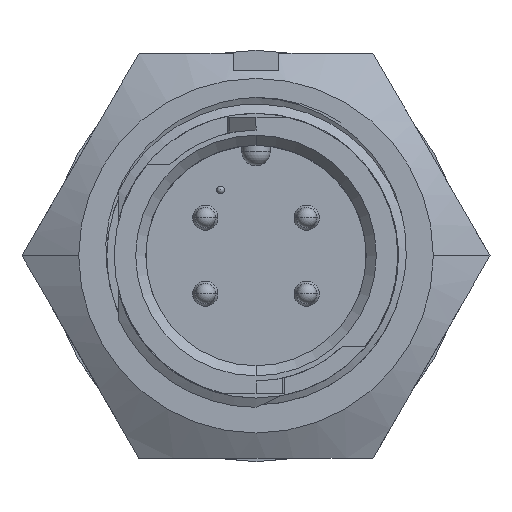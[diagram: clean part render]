
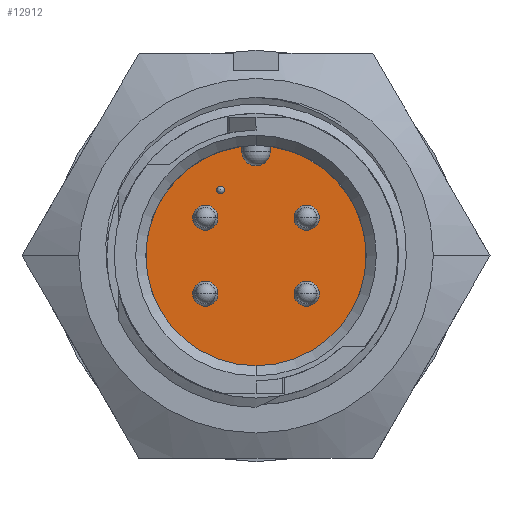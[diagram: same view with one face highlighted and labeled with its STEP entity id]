
A CAD part, top view. The second image highlights one B-rep face of the part: STEP entity #12912.
In plain terms, the highlighted planar face has unit normal (0, 0, 1).
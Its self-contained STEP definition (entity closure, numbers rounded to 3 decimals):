
#125 = DIRECTION ( 'NONE',  ( 0., 0., 1. ) ) ;
#130 = ORIENTED_EDGE ( 'NONE', *, *, #4699, .F. ) ;
#173 = ORIENTED_EDGE ( 'NONE', *, *, #8662, .F. ) ;
#209 = ORIENTED_EDGE ( 'NONE', *, *, #4814, .T. ) ;
#295 = ORIENTED_EDGE ( 'NONE', *, *, #1157, .F. ) ;
#362 = DIRECTION ( 'NONE',  ( 0., -1., 0. ) ) ;
#440 = EDGE_CURVE ( 'NONE', #9040, #12446, #10075, .T. ) ;
#486 = DIRECTION ( 'NONE',  ( 0., 0., 1. ) ) ;
#549 = EDGE_CURVE ( 'NONE', #12193, #9366, #1731, .T. ) ;
#563 = FACE_BOUND ( 'NONE', #13195, .T. ) ;
#696 = CARTESIAN_POINT ( 'NONE',  ( 2.54, 1.905, -8.382 ) ) ;
#741 = EDGE_CURVE ( 'NONE', #12446, #9040, #1486, .T. ) ;
#860 = DIRECTION ( 'NONE',  ( 0., 0., -1. ) ) ;
#907 = AXIS2_PLACEMENT_3D ( 'NONE', #696, #15033, #5316 ) ;
#1050 = AXIS2_PLACEMENT_3D ( 'NONE', #12725, #860, #9027 ) ;
#1157 = EDGE_CURVE ( 'NONE', #11772, #2592, #5895, .T. ) ;
#1181 = CIRCLE ( 'NONE', #9058, 0.191 ) ;
#1322 = EDGE_LOOP ( 'NONE', ( #8560, #209, #9089, #12801, #12211 ) ) ;
#1350 = EDGE_LOOP ( 'NONE', ( #14646, #7947 ) ) ;
#1423 = EDGE_LOOP ( 'NONE', ( #295, #11740 ) ) ;
#1449 = VERTEX_POINT ( 'NONE', #12618 ) ;
#1486 = CIRCLE ( 'NONE', #2720, 0.632 ) ;
#1549 = AXIS2_PLACEMENT_3D ( 'NONE', #8807, #7329, #3884 ) ;
#1643 = CARTESIAN_POINT ( 'NONE',  ( -1.778, 3.302, -8.382 ) ) ;
#1723 = FACE_BOUND ( 'NONE', #8000, .T. ) ;
#1731 = CIRCLE ( 'NONE', #4925, 0.191 ) ;
#2164 = CIRCLE ( 'NONE', #7315, 0.711 ) ;
#2178 = PLANE ( 'NONE',  #1050 ) ;
#2213 = CARTESIAN_POINT ( 'NONE',  ( 3.172, 1.905, -8.382 ) ) ;
#2399 = CIRCLE ( 'NONE', #907, 0.632 ) ;
#2592 = VERTEX_POINT ( 'NONE', #4847 ) ;
#2720 = AXIS2_PLACEMENT_3D ( 'NONE', #7876, #12888, #11717 ) ;
#2733 = CARTESIAN_POINT ( 'NONE',  ( -3.172, 1.905, -8.382 ) ) ;
#3070 = EDGE_CURVE ( 'NONE', #8656, #13188, #11373, .T. ) ;
#3213 = CARTESIAN_POINT ( 'NONE',  ( -0.711, 5.479, -8.382 ) ) ;
#3723 = VECTOR ( 'NONE', #5509, 1000. ) ;
#3757 = CARTESIAN_POINT ( 'NONE',  ( 2.54, -1.905, -8.382 ) ) ;
#3884 = DIRECTION ( 'NONE',  ( 1., 0., 0. ) ) ;
#3969 = ORIENTED_EDGE ( 'NONE', *, *, #741, .F. ) ;
#4004 = DIRECTION ( 'NONE',  ( 0., 0., 1. ) ) ;
#4030 = LINE ( 'NONE', #12110, #10756 ) ;
#4384 = AXIS2_PLACEMENT_3D ( 'NONE', #6210, #12711, #362 ) ;
#4390 = AXIS2_PLACEMENT_3D ( 'NONE', #14560, #4004, #6508 ) ;
#4454 = DIRECTION ( 'NONE',  ( 0., 0., 1. ) ) ;
#4562 = FACE_BOUND ( 'NONE', #1423, .T. ) ;
#4699 = EDGE_CURVE ( 'NONE', #14023, #11931, #13496, .T. ) ;
#4814 = EDGE_CURVE ( 'NONE', #8656, #1449, #13981, .T. ) ;
#4847 = CARTESIAN_POINT ( 'NONE',  ( 1.908, 1.905, -8.382 ) ) ;
#4860 = EDGE_CURVE ( 'NONE', #13188, #7087, #2164, .T. ) ;
#4913 = CARTESIAN_POINT ( 'NONE',  ( 0., 5.22, -8.382 ) ) ;
#4925 = AXIS2_PLACEMENT_3D ( 'NONE', #1643, #486, #5190 ) ;
#5140 = CARTESIAN_POINT ( 'NONE',  ( -0.711, 5.479, -8.382 ) ) ;
#5190 = DIRECTION ( 'NONE',  ( 0., 1., 0. ) ) ;
#5316 = DIRECTION ( 'NONE',  ( 1., 0., 0. ) ) ;
#5509 = DIRECTION ( 'NONE',  ( 0., -1., 0. ) ) ;
#5775 = CARTESIAN_POINT ( 'NONE',  ( -1.908, 1.905, -8.382 ) ) ;
#5895 = CIRCLE ( 'NONE', #14540, 0.632 ) ;
#5957 = AXIS2_PLACEMENT_3D ( 'NONE', #7644, #8505, #9653 ) ;
#6210 = CARTESIAN_POINT ( 'NONE',  ( 0., 0., -8.382 ) ) ;
#6508 = DIRECTION ( 'NONE',  ( 1., 0., 0. ) ) ;
#6920 = EDGE_CURVE ( 'NONE', #7087, #13206, #4030, .T. ) ;
#7087 = VERTEX_POINT ( 'NONE', #11451 ) ;
#7315 = AXIS2_PLACEMENT_3D ( 'NONE', #4913, #14317, #8456 ) ;
#7329 = DIRECTION ( 'NONE',  ( 0., 0., 1. ) ) ;
#7526 = EDGE_CURVE ( 'NONE', #2592, #11772, #2399, .T. ) ;
#7562 = FACE_BOUND ( 'NONE', #1350, .T. ) ;
#7564 = DIRECTION ( 'NONE',  ( 0., 0., 1. ) ) ;
#7644 = CARTESIAN_POINT ( 'NONE',  ( 0., 0., -8.382 ) ) ;
#7762 = CARTESIAN_POINT ( 'NONE',  ( 1.908, -1.905, -8.382 ) ) ;
#7816 = CARTESIAN_POINT ( 'NONE',  ( 0.711, 5.479, -8.382 ) ) ;
#7872 = AXIS2_PLACEMENT_3D ( 'NONE', #3757, #13236, #8525 ) ;
#7876 = CARTESIAN_POINT ( 'NONE',  ( 2.54, -1.905, -8.382 ) ) ;
#7933 = DIRECTION ( 'NONE',  ( 1., 0., 0. ) ) ;
#7939 = CIRCLE ( 'NONE', #5957, 5.524 ) ;
#7947 = ORIENTED_EDGE ( 'NONE', *, *, #9429, .F. ) ;
#8000 = EDGE_LOOP ( 'NONE', ( #15199, #15179 ) ) ;
#8124 = CARTESIAN_POINT ( 'NONE',  ( 3.172, -1.905, -8.382 ) ) ;
#8360 = VERTEX_POINT ( 'NONE', #8958 ) ;
#8456 = DIRECTION ( 'NONE',  ( 1., 0., 0. ) ) ;
#8505 = DIRECTION ( 'NONE',  ( 0., 0., 1. ) ) ;
#8525 = DIRECTION ( 'NONE',  ( 1., 0., 0. ) ) ;
#8560 = ORIENTED_EDGE ( 'NONE', *, *, #3070, .F. ) ;
#8656 = VERTEX_POINT ( 'NONE', #5140 ) ;
#8662 = EDGE_CURVE ( 'NONE', #11931, #14023, #10775, .T. ) ;
#8676 = AXIS2_PLACEMENT_3D ( 'NONE', #10149, #4454, #13939 ) ;
#8807 = CARTESIAN_POINT ( 'NONE',  ( -2.54, -1.905, -8.382 ) ) ;
#8944 = VERTEX_POINT ( 'NONE', #10357 ) ;
#8958 = CARTESIAN_POINT ( 'NONE',  ( -1.908, -1.905, -8.382 ) ) ;
#9027 = DIRECTION ( 'NONE',  ( 0., 1., 0. ) ) ;
#9040 = VERTEX_POINT ( 'NONE', #7762 ) ;
#9058 = AXIS2_PLACEMENT_3D ( 'NONE', #11416, #7564, #12586 ) ;
#9079 = CARTESIAN_POINT ( 'NONE',  ( 2.54, 1.905, -8.382 ) ) ;
#9089 = ORIENTED_EDGE ( 'NONE', *, *, #12154, .T. ) ;
#9366 = VERTEX_POINT ( 'NONE', #11760 ) ;
#9429 = EDGE_CURVE ( 'NONE', #9366, #12193, #1181, .T. ) ;
#9574 = EDGE_LOOP ( 'NONE', ( #130, #173 ) ) ;
#9653 = DIRECTION ( 'NONE',  ( 0., -1., 0. ) ) ;
#10075 = CIRCLE ( 'NONE', #7872, 0.632 ) ;
#10149 = CARTESIAN_POINT ( 'NONE',  ( -2.54, -1.905, -8.382 ) ) ;
#10153 = EDGE_CURVE ( 'NONE', #8360, #8944, #12597, .T. ) ;
#10357 = CARTESIAN_POINT ( 'NONE',  ( -3.172, -1.905, -8.382 ) ) ;
#10596 = DIRECTION ( 'NONE',  ( 1., 0., 0. ) ) ;
#10756 = VECTOR ( 'NONE', #12261, 1000. ) ;
#10775 = CIRCLE ( 'NONE', #4390, 0.632 ) ;
#11373 = LINE ( 'NONE', #3213, #3723 ) ;
#11416 = CARTESIAN_POINT ( 'NONE',  ( -1.778, 3.302, -8.382 ) ) ;
#11451 = CARTESIAN_POINT ( 'NONE',  ( 0.711, 5.22, -8.382 ) ) ;
#11620 = DIRECTION ( 'NONE',  ( 0., 0., 1. ) ) ;
#11698 = CARTESIAN_POINT ( 'NONE',  ( -1.778, 3.492, -8.382 ) ) ;
#11717 = DIRECTION ( 'NONE',  ( 1., 0., 0. ) ) ;
#11740 = ORIENTED_EDGE ( 'NONE', *, *, #7526, .F. ) ;
#11760 = CARTESIAN_POINT ( 'NONE',  ( -1.778, 3.111, -8.382 ) ) ;
#11772 = VERTEX_POINT ( 'NONE', #2213 ) ;
#11931 = VERTEX_POINT ( 'NONE', #2733 ) ;
#12051 = EDGE_CURVE ( 'NONE', #8944, #8360, #14589, .T. ) ;
#12075 = CARTESIAN_POINT ( 'NONE',  ( -2.54, 1.905, -8.382 ) ) ;
#12110 = CARTESIAN_POINT ( 'NONE',  ( 0.711, 5.22, -8.382 ) ) ;
#12154 = EDGE_CURVE ( 'NONE', #1449, #13206, #7939, .T. ) ;
#12193 = VERTEX_POINT ( 'NONE', #11698 ) ;
#12211 = ORIENTED_EDGE ( 'NONE', *, *, #4860, .F. ) ;
#12261 = DIRECTION ( 'NONE',  ( 0., 1., 0. ) ) ;
#12280 = FACE_BOUND ( 'NONE', #9574, .T. ) ;
#12446 = VERTEX_POINT ( 'NONE', #8124 ) ;
#12586 = DIRECTION ( 'NONE',  ( 0., 1., 0. ) ) ;
#12597 = CIRCLE ( 'NONE', #8676, 0.632 ) ;
#12618 = CARTESIAN_POINT ( 'NONE',  ( 0., -5.524, -8.382 ) ) ;
#12711 = DIRECTION ( 'NONE',  ( 0., 0., 1. ) ) ;
#12725 = CARTESIAN_POINT ( 'NONE',  ( 0., 0., -8.382 ) ) ;
#12801 = ORIENTED_EDGE ( 'NONE', *, *, #6920, .F. ) ;
#12888 = DIRECTION ( 'NONE',  ( 0., 0., 1. ) ) ;
#12912 = ADVANCED_FACE ( 'NONE', ( #14534, #7562, #12280, #1723, #563, #4562 ), #2178, .F. ) ;
#13188 = VERTEX_POINT ( 'NONE', #13623 ) ;
#13195 = EDGE_LOOP ( 'NONE', ( #3969, #14042 ) ) ;
#13206 = VERTEX_POINT ( 'NONE', #7816 ) ;
#13236 = DIRECTION ( 'NONE',  ( 0., 0., 1. ) ) ;
#13496 = CIRCLE ( 'NONE', #14487, 0.632 ) ;
#13623 = CARTESIAN_POINT ( 'NONE',  ( -0.711, 5.22, -8.382 ) ) ;
#13939 = DIRECTION ( 'NONE',  ( 1., 0., 0. ) ) ;
#13981 = CIRCLE ( 'NONE', #4384, 5.524 ) ;
#14023 = VERTEX_POINT ( 'NONE', #5775 ) ;
#14042 = ORIENTED_EDGE ( 'NONE', *, *, #440, .F. ) ;
#14317 = DIRECTION ( 'NONE',  ( 0., 0., 1. ) ) ;
#14487 = AXIS2_PLACEMENT_3D ( 'NONE', #12075, #125, #10596 ) ;
#14534 = FACE_OUTER_BOUND ( 'NONE', #1322, .T. ) ;
#14540 = AXIS2_PLACEMENT_3D ( 'NONE', #9079, #11620, #7933 ) ;
#14560 = CARTESIAN_POINT ( 'NONE',  ( -2.54, 1.905, -8.382 ) ) ;
#14589 = CIRCLE ( 'NONE', #1549, 0.632 ) ;
#14646 = ORIENTED_EDGE ( 'NONE', *, *, #549, .F. ) ;
#15033 = DIRECTION ( 'NONE',  ( 0., 0., 1. ) ) ;
#15179 = ORIENTED_EDGE ( 'NONE', *, *, #12051, .F. ) ;
#15199 = ORIENTED_EDGE ( 'NONE', *, *, #10153, .F. ) ;
